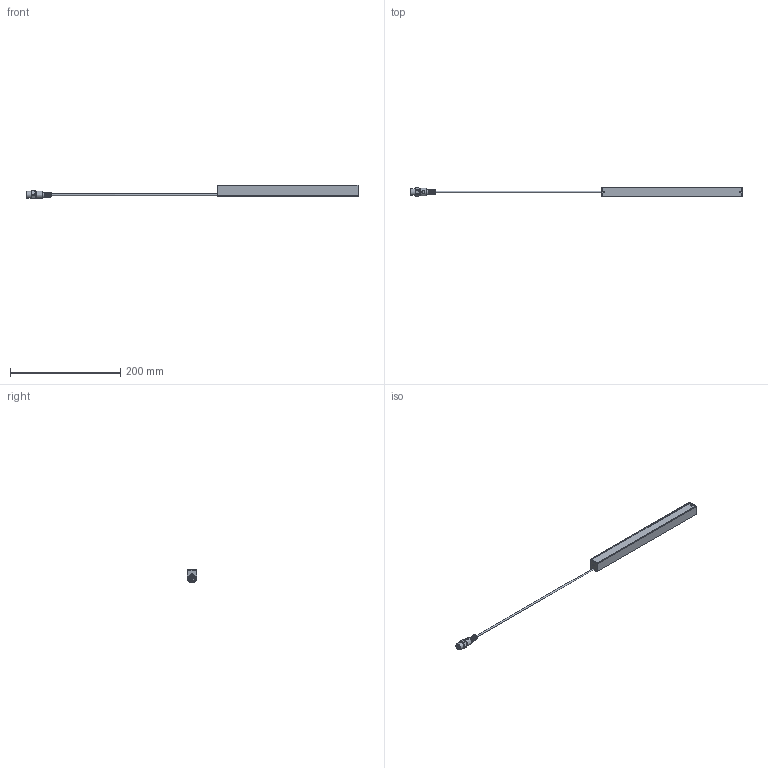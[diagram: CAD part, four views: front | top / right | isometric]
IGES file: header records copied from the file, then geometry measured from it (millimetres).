
Global section: file name: BE1-A_254; native system: Autodesk Inventor 2015; preprocessor: unknown; author: lck; date: 20150722.095936; units: millimetre
Bounding box: 601.4 x 18 x 24 mm (x, y, z)
Volume: 87755.2 mm3; surface area: 26673.1 mm2
Topology: 2 solids, 2 shells, 202 faces, 532 edges, 361 vertices
Faces by surface type: bspline 202
